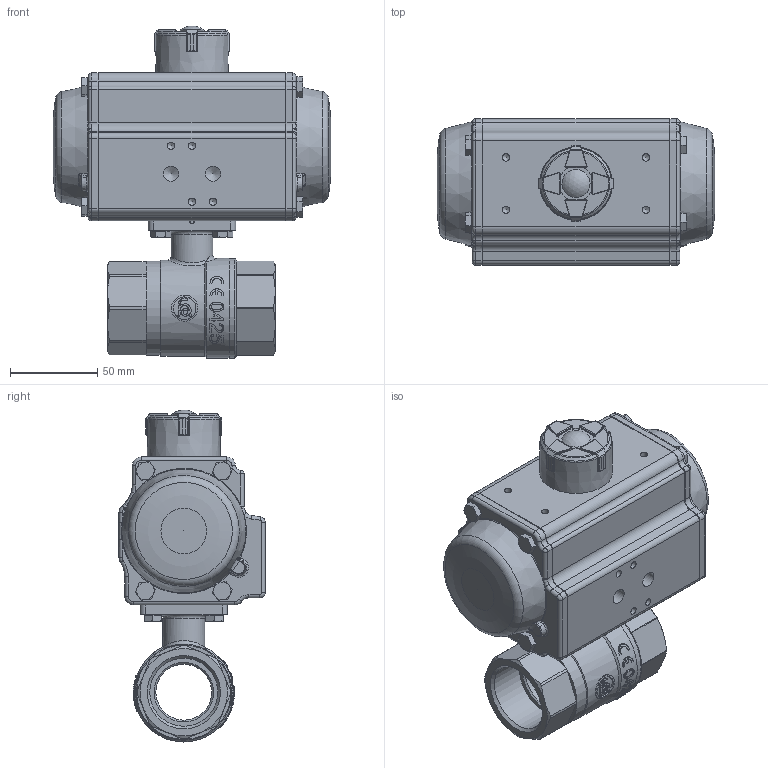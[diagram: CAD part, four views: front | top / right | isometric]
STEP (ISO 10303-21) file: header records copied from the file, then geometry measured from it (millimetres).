
FILE_DESCRIPTION(/* description */ ('Unknown'),/* implementation_level */ '2;1');
FILE_NAME(/* name */ 'FR02 0767-07',/* time_stamp */ '2022-10-14T11:18:51+02:00',/* author */ ('Unknown'),/* organization */ ('Unknown'),/* preprocessor_version */ 'ST-DEVELOPER v16.7',/* originating_system */ 'Solid Edge',/* authorisation */ 'Unknown');
FILE_SCHEMA (('AUTOMOTIVE_DESIGN {1 0 10303 214 3 1 1}'));
Length unit declared in the file: millimetre
Products named in the file (18): DW03_FR020767-07; 2.110.032_(767-07); LA0162#11032; OR0072#V34; SE0164#032; RO0079#06; AT0042#33; OR0072#V21; LA0020#032; LA0161#032; DW03_FR02_(DW36_FR26); KP-63; hexagon head bolts--product grade c gb_GB_FASTENER_BOLT_HHBC M6X30-N; cup head nib bolts with large head gb_GB_FASTENER_BOLT_CHNBW M6X25-N; _____________; ________(___________; ______; DIN 933 M6x18 A2-70 BLK_EDST
Assembly tree (32 placements, depth 3):
  DW03_FR020767-07
    2.110.032_(767-07)
      LA0162#11032
      OR0072#V34  x2
      SE0164#032  x2
      RO0079#06
      AT0042#33
      OR0072#V21  x2
      LA0020#032
      LA0161#032
    DW03_FR02_(DW36_FR26)
      KP-63
      hexagon head bolts--product grade c gb_GB_FASTENER_BOLT_HHBC M6X30-N  x8
      cup head nib bolts with large head gb_GB_FASTENER_BOLT_CHNBW M6X25-N
      _____________  x2
      ________(___________  x2
      ______
    DIN 933 M6x18 A2-70 BLK_EDST  x4
Bounding box: 159 x 83.7 x 190.1 mm (x, y, z)
Volume: 1019561.5 mm3; surface area: 153754.4 mm2
Topology: 30 solids, 31 shells, 1403 faces, 3308 edges, 2029 vertices
Faces by surface type: plane 537, cylinder 403, bspline 164, cone 163, torus 120, sphere 16
Full cylindrical faces by diameter (mm): 2.325 x2, 2.505 x1, 3 x16, 3.3 x8, 4.2 x8, 4.66 x1, 5 x13, 6 x17, 6.2 x1, 6.8 x4, 7 x4, 8.1 x2, 8.8 x2, 10 x4, 10.8 x1, 11 x3, 11.02 x1, 11.1 x1, 13.009 x1, 14.5 x2, 15 x1, 15.5 x1, 15.8 x1, 20.2 x1, 22 x1, 24 x1, 25 x1, 25.5 x1, 28 x1, 32 x5
Entity records: 38789 total; most frequent: CARTESIAN_POINT 12867, DIRECTION 4810, ORIENTED_EDGE 4534, EDGE_CURVE 2267, AXIS2_PLACEMENT_3D 1950, VERTEX_POINT 1534, FACE_BOUND 1385, EDGE_LOOP 1358
